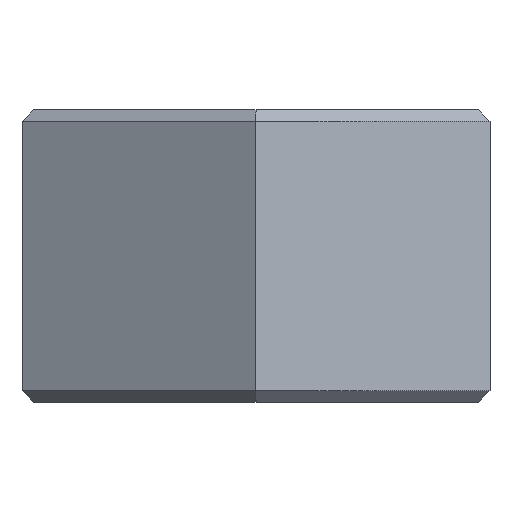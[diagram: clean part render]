
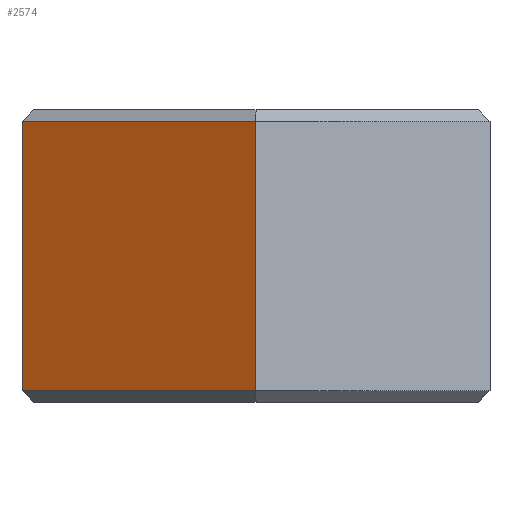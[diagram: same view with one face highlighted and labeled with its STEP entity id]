
A CAD part, left-side view. The second image highlights one B-rep face of the part: STEP entity #2574.
In plain terms, the highlighted planar face has unit normal (-0.866, 0.5, 0).
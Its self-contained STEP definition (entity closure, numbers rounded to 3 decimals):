
#68 = LINE ( 'NONE', #2500, #1537 ) ;
#246 = DIRECTION ( 'NONE',  ( -0.5, -0.866, 0. ) ) ;
#247 = CARTESIAN_POINT ( 'NONE',  ( -46.188, 0., 25. ) ) ;
#386 = EDGE_CURVE ( 'NONE', #1069, #2149, #1430, .T. ) ;
#481 = ORIENTED_EDGE ( 'NONE', *, *, #386, .F. ) ;
#544 = CARTESIAN_POINT ( 'NONE',  ( -23.094, 40., -23. ) ) ;
#710 = DIRECTION ( 'NONE',  ( 0.5, 0.866, 0. ) ) ;
#1069 = VERTEX_POINT ( 'NONE', #2419 ) ;
#1159 = EDGE_LOOP ( 'NONE', ( #1522, #1499, #481, #3115 ) ) ;
#1243 = CARTESIAN_POINT ( 'NONE',  ( -23.094, 40., 23. ) ) ;
#1284 = LINE ( 'NONE', #3082, #2473 ) ;
#1349 = VECTOR ( 'NONE', #246, 1000. ) ;
#1430 = LINE ( 'NONE', #247, #3480 ) ;
#1499 = ORIENTED_EDGE ( 'NONE', *, *, #2616, .T. ) ;
#1505 = VERTEX_POINT ( 'NONE', #3607 ) ;
#1522 = ORIENTED_EDGE ( 'NONE', *, *, #3186, .T. ) ;
#1537 = VECTOR ( 'NONE', #2756, 1000. ) ;
#1844 = CARTESIAN_POINT ( 'NONE',  ( -46.188, 0., -23. ) ) ;
#2149 = VERTEX_POINT ( 'NONE', #1844 ) ;
#2200 = DIRECTION ( 'NONE',  ( 0.866, -0.5, 0. ) ) ;
#2219 = AXIS2_PLACEMENT_3D ( 'NONE', #2565, #2200, #710 ) ;
#2243 = PLANE ( 'NONE',  #2219 ) ;
#2284 = LINE ( 'NONE', #544, #1349 ) ;
#2419 = CARTESIAN_POINT ( 'NONE',  ( -46.188, 0., 23. ) ) ;
#2473 = VECTOR ( 'NONE', #2478, 1000. ) ;
#2478 = DIRECTION ( 'NONE',  ( 0.5, 0.866, 0. ) ) ;
#2500 = CARTESIAN_POINT ( 'NONE',  ( -23.094, 40., 25. ) ) ;
#2565 = CARTESIAN_POINT ( 'NONE',  ( -23.094, 40., 25. ) ) ;
#2574 = ADVANCED_FACE ( 'NONE', ( #3696 ), #2243, .F. ) ;
#2616 = EDGE_CURVE ( 'NONE', #1505, #2149, #2284, .T. ) ;
#2665 = DIRECTION ( 'NONE',  ( 0., 0., -1. ) ) ;
#2756 = DIRECTION ( 'NONE',  ( 0., 0., -1. ) ) ;
#2792 = VERTEX_POINT ( 'NONE', #1243 ) ;
#3082 = CARTESIAN_POINT ( 'NONE',  ( -23.094, 40., 23. ) ) ;
#3115 = ORIENTED_EDGE ( 'NONE', *, *, #3291, .T. ) ;
#3186 = EDGE_CURVE ( 'NONE', #2792, #1505, #68, .T. ) ;
#3291 = EDGE_CURVE ( 'NONE', #1069, #2792, #1284, .T. ) ;
#3480 = VECTOR ( 'NONE', #2665, 1000. ) ;
#3607 = CARTESIAN_POINT ( 'NONE',  ( -23.094, 40., -23. ) ) ;
#3696 = FACE_OUTER_BOUND ( 'NONE', #1159, .T. ) ;
